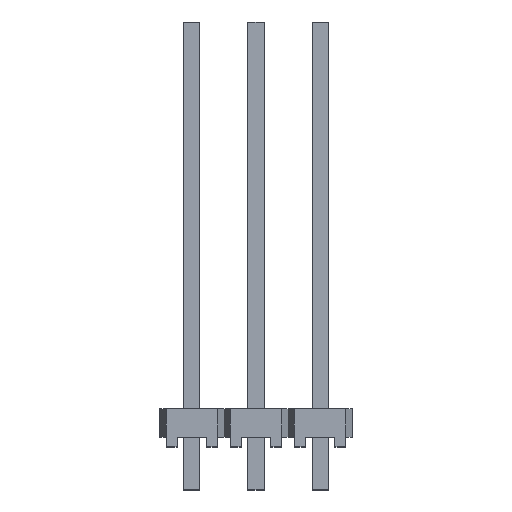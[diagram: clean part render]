
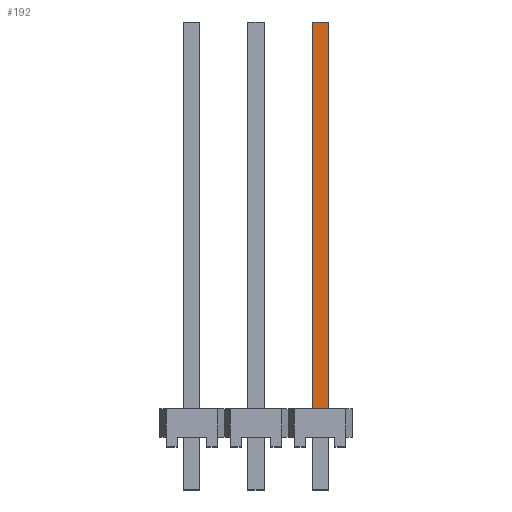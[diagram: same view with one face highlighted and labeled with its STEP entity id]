
A CAD part, top view. The second image highlights one B-rep face of the part: STEP entity #192.
In plain terms, the highlighted planar face has unit normal (0, 0, 1).
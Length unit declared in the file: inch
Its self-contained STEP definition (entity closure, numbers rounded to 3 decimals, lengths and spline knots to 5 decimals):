
#192 = ADVANCED_FACE( '', ( #468 ), #469, .T. );
#468 = FACE_OUTER_BOUND( '', #848, .T. );
#469 = PLANE( '', #849 );
#848 = EDGE_LOOP( '', ( #1242, #1243, #1244, #1245 ) );
#849 = AXIS2_PLACEMENT_3D( '', #1246, #1247, #1248 );
#1242 = ORIENTED_EDGE( '', *, *, #2327, .T. );
#1243 = ORIENTED_EDGE( '', *, *, #2328, .T. );
#1244 = ORIENTED_EDGE( '', *, *, #2329, .T. );
#1245 = ORIENTED_EDGE( '', *, *, #2330, .T. );
#1246 = CARTESIAN_POINT( '', ( 0., 0., 0.0125 ) );
#1247 = DIRECTION( '', ( 0., 0., 1. ) );
#1248 = DIRECTION( '', ( 1., 0., 0. ) );
#2327 = EDGE_CURVE( '', #2779, #2780, #2781, .T. );
#2328 = EDGE_CURVE( '', #2780, #2782, #2783, .T. );
#2329 = EDGE_CURVE( '', #2782, #2784, #2785, .T. );
#2330 = EDGE_CURVE( '', #2784, #2779, #2786, .T. );
#2779 = VERTEX_POINT( '', #3435 );
#2780 = VERTEX_POINT( '', #3436 );
#2781 = LINE( '', #3437, #3438 );
#2782 = VERTEX_POINT( '', #3439 );
#2783 = LINE( '', #3440, #3441 );
#2784 = VERTEX_POINT( '', #3442 );
#2785 = LINE( '', #3443, #3444 );
#2786 = LINE( '', #3445, #3446 );
#3435 = CARTESIAN_POINT( '', ( 0.1125, 0.73, 0.0125 ) );
#3436 = CARTESIAN_POINT( '', ( 0.0875, 0.73, 0.0125 ) );
#3437 = CARTESIAN_POINT( '', ( 0.1125, 0.73, 0.0125 ) );
#3438 = VECTOR( '', #4332, 39.37008 );
#3439 = CARTESIAN_POINT( '', ( 0.0875, 0.092, 0.0125 ) );
#3440 = CARTESIAN_POINT( '', ( 0.0875, 0., 0.0125 ) );
#3441 = VECTOR( '', #4333, 39.37008 );
#3442 = CARTESIAN_POINT( '', ( 0.1125, 0.092, 0.0125 ) );
#3443 = CARTESIAN_POINT( '', ( 0., 0.092, 0.0125 ) );
#3444 = VECTOR( '', #4334, 39.37008 );
#3445 = CARTESIAN_POINT( '', ( 0.1125, 0., 0.0125 ) );
#3446 = VECTOR( '', #4335, 39.37008 );
#4332 = DIRECTION( '', ( -1., 0., 0. ) );
#4333 = DIRECTION( '', ( 0., -1., 0. ) );
#4334 = DIRECTION( '', ( 1., 0., 0. ) );
#4335 = DIRECTION( '', ( 0., 1., 0. ) );
